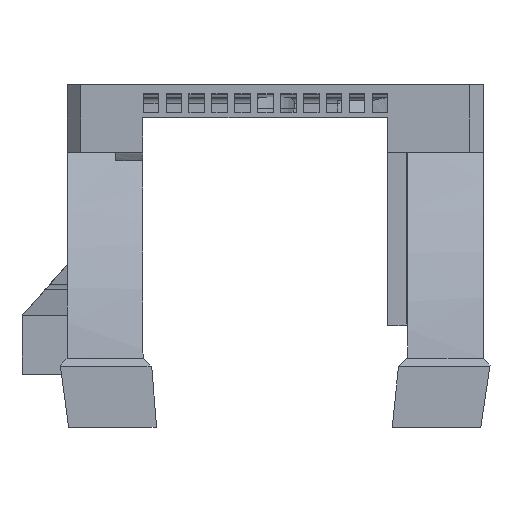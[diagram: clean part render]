
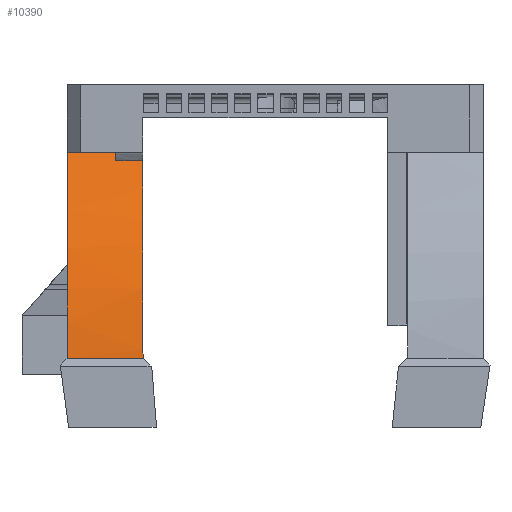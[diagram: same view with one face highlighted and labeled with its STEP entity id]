
A CAD part, front view. The second image highlights one B-rep face of the part: STEP entity #10390.
In plain terms, the highlighted free-form (B-spline) face has degree [3, 1] with [13, 2] control points.
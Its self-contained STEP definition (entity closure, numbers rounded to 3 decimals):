
#51=B_SPLINE_CURVE_WITH_KNOTS('',3,(#14049,#14050,#14051,#14052),
 .UNSPECIFIED.,.F.,.F.,(4,4),(0.026,0.771),
 .UNSPECIFIED.);
#77=B_SPLINE_CURVE_WITH_KNOTS('',3,(#14990,#14991,#14992,#14993,#14994,
#14995),.UNSPECIFIED.,.F.,.F.,(4,2,4),(-0.025,-0.011,
0.),.UNSPECIFIED.);
#78=B_SPLINE_CURVE_WITH_KNOTS('',3,(#14999,#15000,#15001,#15002),
 .UNSPECIFIED.,.F.,.F.,(4,4),(-0.09,0.),
 .UNSPECIFIED.);
#91=B_SPLINE_CURVE_WITH_KNOTS('',3,(#16358,#16359,#16360,#16361,#16362,
#16363,#16364,#16365,#16366,#16367,#16368,#16369,#16370),.UNSPECIFIED.,
 .F.,.F.,(4,1,1,1,1,1,1,3,4),(0.134,0.381,0.443,
0.505,0.567,0.629,0.876,1.,
1.001),.UNSPECIFIED.);
#92=B_SPLINE_CURVE_WITH_KNOTS('',3,(#16371,#16372,#16373,#16374,#16375,
#16376,#16377,#16378,#16379,#16380,#16381,#16382,#16383,#16384,#16385,#16386,
#16387,#16388,#16389,#16390,#16391,#16392),.UNSPECIFIED.,.F.,.F.,(4,3,3,
3,3,3,3,4),(0.134,0.335,0.83,0.954,
1.078,1.201,1.325,1.437),
 .UNSPECIFIED.);
#300=B_SPLINE_SURFACE_WITH_KNOTS('',3,1,((#16332,#16333),(#16334,#16335),
(#16336,#16337),(#16338,#16339),(#16340,#16341),(#16342,#16343),(#16344,
#16345),(#16346,#16347),(#16348,#16349),(#16350,#16351),(#16352,#16353),
(#16354,#16355),(#16356,#16357)),.UNSPECIFIED.,.F.,.F.,.F.,(4,1,1,1,1,1,
1,3,4),(2,2),(0.134,0.381,0.443,0.505,
0.567,0.629,0.876,1.,1.001),
(0.,1.32),.UNSPECIFIED.);
#1040=FACE_OUTER_BOUND('',#1631,.T.);
#1631=EDGE_LOOP('',(#8076,#8077,#8078,#8079,#8080,#8081,#8082,#8083));
#2285=LINE('',#14955,#3411);
#2301=LINE('',#15006,#3427);
#2571=LINE('',#16331,#3697);
#3411=VECTOR('',#11983,10.);
#3427=VECTOR('',#12015,23.957);
#3697=VECTOR('',#12567,10.);
#4521=VERTEX_POINT('',#14046);
#4522=VERTEX_POINT('',#14048);
#4726=VERTEX_POINT('',#14855);
#4744=VERTEX_POINT('',#14954);
#4752=VERTEX_POINT('',#14988);
#4753=VERTEX_POINT('',#14997);
#4754=VERTEX_POINT('',#14998);
#4982=VERTEX_POINT('',#16329);
#5537=EDGE_CURVE('',#4521,#4522,#51,.T.);
#5826=EDGE_CURVE('',#4726,#4744,#2285,.T.);
#5842=EDGE_CURVE('',#4726,#4752,#77,.F.);
#5843=EDGE_CURVE('',#4753,#4754,#78,.F.);
#5846=EDGE_CURVE('',#4753,#4522,#2301,.T.);
#6173=EDGE_CURVE('',#4982,#4521,#2571,.F.);
#6174=EDGE_CURVE('',#4982,#4744,#91,.T.);
#6175=EDGE_CURVE('',#4754,#4752,#92,.F.);
#8076=ORIENTED_EDGE('',*,*,#5537,.F.);
#8077=ORIENTED_EDGE('',*,*,#6173,.F.);
#8078=ORIENTED_EDGE('',*,*,#6174,.T.);
#8079=ORIENTED_EDGE('',*,*,#5826,.F.);
#8080=ORIENTED_EDGE('',*,*,#5842,.T.);
#8081=ORIENTED_EDGE('',*,*,#6175,.F.);
#8082=ORIENTED_EDGE('',*,*,#5843,.F.);
#8083=ORIENTED_EDGE('',*,*,#5846,.T.);
#10390=ADVANCED_FACE('',(#1040),#300,.F.);
#11983=DIRECTION('',(-1.,0.,0.));
#12015=DIRECTION('',(-1.,0.,0.));
#12567=DIRECTION('',(-1.,0.,0.));
#14046=CARTESIAN_POINT('',(-23.,-5.529,-4.75));
#14048=CARTESIAN_POINT('',(-23.,-10.165,-10.955));
#14049=CARTESIAN_POINT('Ctrl Pts',(-23.,-5.529,
-4.75));
#14050=CARTESIAN_POINT('Ctrl Pts',(-23.,-6.677,
-6.905));
#14051=CARTESIAN_POINT('Ctrl Pts',(-23.,-8.35,
-8.896));
#14052=CARTESIAN_POINT('Ctrl Pts',(-23.,-10.165,
-10.954));
#14855=CARTESIAN_POINT('',(-19.,-23.809,-39.459));
#14954=CARTESIAN_POINT('',(-30.,-23.809,-39.459));
#14955=CARTESIAN_POINT('',(-19.,-23.809,-39.459));
#14988=CARTESIAN_POINT('',(-19.1,-23.647,-38.212));
#14990=CARTESIAN_POINT('Ctrl Pts',(-19.1,-23.647,-38.212));
#14991=CARTESIAN_POINT('Ctrl Pts',(-19.081,-23.679,
-38.443));
#14992=CARTESIAN_POINT('Ctrl Pts',(-19.063,-23.71,
-38.673));
#14993=CARTESIAN_POINT('Ctrl Pts',(-19.029,-23.765,
-39.097));
#14994=CARTESIAN_POINT('Ctrl Pts',(-19.003,-23.804,
-39.422));
#14995=CARTESIAN_POINT('Ctrl Pts',(-19.,-23.809,
-39.459));
#14997=CARTESIAN_POINT('',(-20.,-10.165,-10.955));
#14998=CARTESIAN_POINT('',(-19.1,-10.166,-10.955));
#14999=CARTESIAN_POINT('Ctrl Pts',(-19.1,-10.166,
-10.955));
#15000=CARTESIAN_POINT('Ctrl Pts',(-19.4,-10.166,
-10.955));
#15001=CARTESIAN_POINT('Ctrl Pts',(-19.7,-10.166,
-10.955));
#15002=CARTESIAN_POINT('Ctrl Pts',(-20.,-10.166,
-10.955));
#15006=CARTESIAN_POINT('',(-20.,-10.165,-10.955));
#16329=CARTESIAN_POINT('',(-30.,-5.529,-4.75));
#16331=CARTESIAN_POINT('',(-20.,-5.529,-4.75));
#16332=CARTESIAN_POINT('Ctrl Pts',(-19.,-5.529,
-4.75));
#16333=CARTESIAN_POINT('Ctrl Pts',(-32.2,-5.529,
-4.75));
#16334=CARTESIAN_POINT('Ctrl Pts',(-19.,-7.011,
-7.532));
#16335=CARTESIAN_POINT('Ctrl Pts',(-32.2,-7.011,
-7.532));
#16336=CARTESIAN_POINT('Ctrl Pts',(-19.,-9.957,
-10.667));
#16337=CARTESIAN_POINT('Ctrl Pts',(-32.2,-9.957,
-10.667));
#16338=CARTESIAN_POINT('Ctrl Pts',(-19.,-13.585,
-14.849));
#16339=CARTESIAN_POINT('Ctrl Pts',(-32.2,-13.585,
-14.849));
#16340=CARTESIAN_POINT('Ctrl Pts',(-19.,-15.338,
-17.058));
#16341=CARTESIAN_POINT('Ctrl Pts',(-32.2,-15.338,
-17.058));
#16342=CARTESIAN_POINT('Ctrl Pts',(-19.,-16.98,
-19.407));
#16343=CARTESIAN_POINT('Ctrl Pts',(-32.2,-16.98,
-19.407));
#16344=CARTESIAN_POINT('Ctrl Pts',(-19.,-19.976,
-24.392));
#16345=CARTESIAN_POINT('Ctrl Pts',(-32.2,-19.976,
-24.392));
#16346=CARTESIAN_POINT('Ctrl Pts',(-19.,-22.461,-31.04));
#16347=CARTESIAN_POINT('Ctrl Pts',(-32.2,-22.461,-31.04));
#16348=CARTESIAN_POINT('Ctrl Pts',(-19.,-23.546,
-37.272));
#16349=CARTESIAN_POINT('Ctrl Pts',(-32.2,-23.546,
-37.272));
#16350=CARTESIAN_POINT('Ctrl Pts',(-19.,-23.801,
-39.399));
#16351=CARTESIAN_POINT('Ctrl Pts',(-32.2,-23.801,
-39.399));
#16352=CARTESIAN_POINT('Ctrl Pts',(-19.,-23.804,
-39.419));
#16353=CARTESIAN_POINT('Ctrl Pts',(-32.2,-23.804,
-39.419));
#16354=CARTESIAN_POINT('Ctrl Pts',(-19.,-23.806,
-39.439));
#16355=CARTESIAN_POINT('Ctrl Pts',(-32.2,-23.806,
-39.439));
#16356=CARTESIAN_POINT('Ctrl Pts',(-19.,-23.809,
-39.459));
#16357=CARTESIAN_POINT('Ctrl Pts',(-32.2,-23.809,
-39.459));
#16358=CARTESIAN_POINT('Ctrl Pts',(-30.,-5.529,
-4.75));
#16359=CARTESIAN_POINT('Ctrl Pts',(-30.,-7.011,
-7.532));
#16360=CARTESIAN_POINT('Ctrl Pts',(-30.,-9.957,
-10.667));
#16361=CARTESIAN_POINT('Ctrl Pts',(-30.,-13.585,
-14.849));
#16362=CARTESIAN_POINT('Ctrl Pts',(-30.,-15.338,
-17.058));
#16363=CARTESIAN_POINT('Ctrl Pts',(-30.,-16.98,
-19.407));
#16364=CARTESIAN_POINT('Ctrl Pts',(-30.,-19.976,
-24.392));
#16365=CARTESIAN_POINT('Ctrl Pts',(-30.,-22.461,-31.04));
#16366=CARTESIAN_POINT('Ctrl Pts',(-30.,-23.546,
-37.272));
#16367=CARTESIAN_POINT('Ctrl Pts',(-30.,-23.801,
-39.399));
#16368=CARTESIAN_POINT('Ctrl Pts',(-30.,-23.804,
-39.419));
#16369=CARTESIAN_POINT('Ctrl Pts',(-30.,-23.806,
-39.439));
#16370=CARTESIAN_POINT('Ctrl Pts',(-30.,-23.809,
-39.459));
#16371=CARTESIAN_POINT('Ctrl Pts',(-19.1,-23.647,
-38.212));
#16372=CARTESIAN_POINT('Ctrl Pts',(-19.1,-23.407,
-36.498));
#16373=CARTESIAN_POINT('Ctrl Pts',(-19.1,-23.095,-34.818));
#16374=CARTESIAN_POINT('Ctrl Pts',(-19.1,-22.707,
-33.177));
#16375=CARTESIAN_POINT('Ctrl Pts',(-19.1,-21.751,
-29.141));
#16376=CARTESIAN_POINT('Ctrl Pts',(-19.1,-20.331,
-25.342));
#16377=CARTESIAN_POINT('Ctrl Pts',(-19.1,-18.449,
-21.923));
#16378=CARTESIAN_POINT('Ctrl Pts',(-19.1,-17.979,
-21.068));
#16379=CARTESIAN_POINT('Ctrl Pts',(-19.1,-17.479,
-20.238));
#16380=CARTESIAN_POINT('Ctrl Pts',(-19.1,-16.956,-19.431));
#16381=CARTESIAN_POINT('Ctrl Pts',(-19.1,-16.433,
-18.624));
#16382=CARTESIAN_POINT('Ctrl Pts',(-19.1,-15.886,
-17.841));
#16383=CARTESIAN_POINT('Ctrl Pts',(-19.1,-15.32,
-17.081));
#16384=CARTESIAN_POINT('Ctrl Pts',(-19.1,-14.754,
-16.322));
#16385=CARTESIAN_POINT('Ctrl Pts',(-19.1,-14.17,-15.586));
#16386=CARTESIAN_POINT('Ctrl Pts',(-19.1,-13.575,
-14.869));
#16387=CARTESIAN_POINT('Ctrl Pts',(-19.1,-12.98,
-14.152));
#16388=CARTESIAN_POINT('Ctrl Pts',(-19.1,-12.376,
-13.455));
#16389=CARTESIAN_POINT('Ctrl Pts',(-19.1,-11.774,
-12.772));
#16390=CARTESIAN_POINT('Ctrl Pts',(-19.1,-11.232,
-12.157));
#16391=CARTESIAN_POINT('Ctrl Pts',(-19.1,-10.693,
-11.553));
#16392=CARTESIAN_POINT('Ctrl Pts',(-19.1,-10.166,
-10.955));
